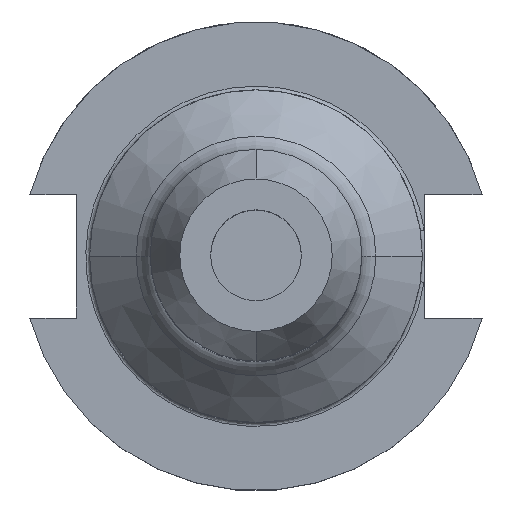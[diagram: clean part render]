
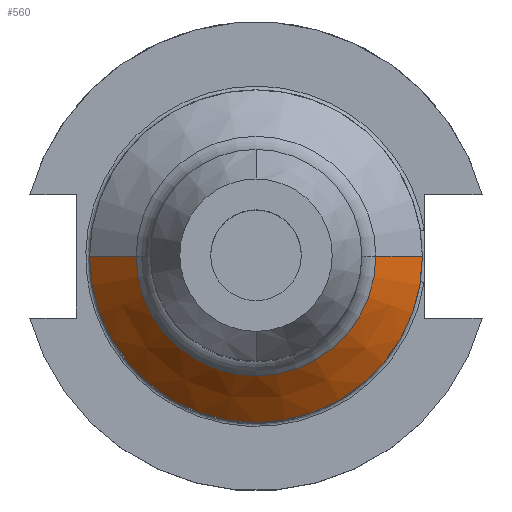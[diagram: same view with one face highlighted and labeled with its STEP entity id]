
A CAD part, top view. The second image highlights one B-rep face of the part: STEP entity #560.
In plain terms, the highlighted conical face has half-angle 45 degrees and reference radius 25.154 mm.
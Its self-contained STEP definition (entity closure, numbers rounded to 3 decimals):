
#28 = EDGE_LOOP ( 'NONE', ( #1207, #1159, #1113, #1045 ) ) ;
#240 = CARTESIAN_POINT ( 'NONE',  ( -25.154, 0., 44.771 ) ) ;
#241 = CARTESIAN_POINT ( 'NONE',  ( 34.925, 0., 35. ) ) ;
#469 = CARTESIAN_POINT ( 'NONE',  ( -34.925, 0., 35. ) ) ;
#488 = VERTEX_POINT ( 'NONE', #241 ) ;
#560 = ADVANCED_FACE ( 'NONE', ( #2239 ), #1643, .T. ) ;
#612 = AXIS2_PLACEMENT_3D ( 'NONE', #1340, #1329, #1253 ) ;
#632 = VECTOR ( 'NONE', #1582, 1000. ) ;
#699 = EDGE_CURVE ( 'NONE', #488, #1982, #1949, .T. ) ;
#793 = CARTESIAN_POINT ( 'NONE',  ( 0., 0., 44.771 ) ) ;
#889 = CARTESIAN_POINT ( 'NONE',  ( 25.154, 0., 44.771 ) ) ;
#970 = DIRECTION ( 'NONE',  ( 0., 0., -1. ) ) ;
#984 = DIRECTION ( 'NONE',  ( -1., 0., 0. ) ) ;
#1021 = CARTESIAN_POINT ( 'NONE',  ( -25.154, 0., 44.771 ) ) ;
#1045 = ORIENTED_EDGE ( 'NONE', *, *, #699, .F. ) ;
#1113 = ORIENTED_EDGE ( 'NONE', *, *, #1339, .T. ) ;
#1159 = ORIENTED_EDGE ( 'NONE', *, *, #1532, .T. ) ;
#1167 = EDGE_CURVE ( 'NONE', #2149, #488, #1402, .T. ) ;
#1207 = ORIENTED_EDGE ( 'NONE', *, *, #1167, .F. ) ;
#1253 = DIRECTION ( 'NONE',  ( -1., 0., 0. ) ) ;
#1329 = DIRECTION ( 'NONE',  ( 0., 0., -1. ) ) ;
#1339 = EDGE_CURVE ( 'NONE', #1566, #1982, #1668, .T. ) ;
#1340 = CARTESIAN_POINT ( 'NONE',  ( 0., 0., 35. ) ) ;
#1402 = LINE ( 'NONE', #1867, #2289 ) ;
#1532 = EDGE_CURVE ( 'NONE', #2149, #1566, #1911, .T. ) ;
#1566 = VERTEX_POINT ( 'NONE', #1021 ) ;
#1582 = DIRECTION ( 'NONE',  ( -0.707, 0., -0.707 ) ) ;
#1636 = CARTESIAN_POINT ( 'NONE',  ( 0., 0., 44.771 ) ) ;
#1643 = CONICAL_SURFACE ( 'NONE', #2231, 25.154, 0.785 ) ;
#1655 = DIRECTION ( 'NONE',  ( 0., 1., 0. ) ) ;
#1668 = LINE ( 'NONE', #240, #632 ) ;
#1817 = DIRECTION ( 'NONE',  ( 0., 0., -1. ) ) ;
#1867 = CARTESIAN_POINT ( 'NONE',  ( 25.154, 0., 44.771 ) ) ;
#1911 = CIRCLE ( 'NONE', #2051, 25.154 ) ;
#1949 = CIRCLE ( 'NONE', #612, 34.925 ) ;
#1982 = VERTEX_POINT ( 'NONE', #469 ) ;
#2051 = AXIS2_PLACEMENT_3D ( 'NONE', #1636, #1817, #1655 ) ;
#2149 = VERTEX_POINT ( 'NONE', #889 ) ;
#2231 = AXIS2_PLACEMENT_3D ( 'NONE', #793, #970, #984 ) ;
#2239 = FACE_OUTER_BOUND ( 'NONE', #28, .T. ) ;
#2289 = VECTOR ( 'NONE', #2304, 1000. ) ;
#2304 = DIRECTION ( 'NONE',  ( 0.707, 0., -0.707 ) ) ;
